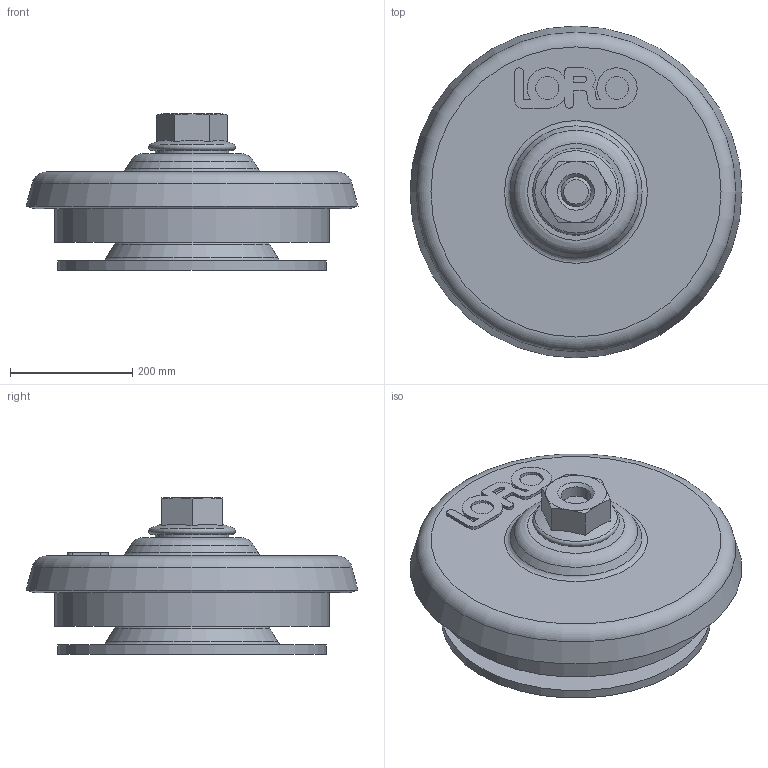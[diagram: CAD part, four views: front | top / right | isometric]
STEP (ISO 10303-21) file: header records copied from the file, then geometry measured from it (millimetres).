
FILE_DESCRIPTION(/* description */ (''),/* implementation_level */ '2;1');
FILE_NAME(/* name */ '00805.040X_3D.stp',/* time_stamp */ '2024-12-11T13:00:44+01:00',/* author */ ('CAD'),/* organization */ (''),/* preprocessor_version */ 'ST-DEVELOPER v20',/* originating_system */ 'AutoCAD Mechanical',/* authorisation */ '');
FILE_SCHEMA (('AUTOMOTIVE_DESIGN { 1 0 10303 214 3 1 1 }'));
Length unit declared in the file: centimetre
Products named in the file (1): Product
Bounding box: 543.09 x 543.09 x 255.7 mm (x, y, z)
Volume: 15781006.9 mm3; surface area: 1511866.1 mm2
Topology: 4 solids, 5 shells, 120 faces, 285 edges, 180 vertices
Faces by surface type: cone 45, plane 37, cylinder 23, torus 15
Full cylindrical faces by diameter (mm): 0 x1, 37.92 x2, 49.17 x1, 60 x1, 65 x1, 120 x1, 250 x1, 450 x1
Entity records: 3632 total; most frequent: CARTESIAN_POINT 724, DIRECTION 652, ORIENTED_EDGE 567, EDGE_CURVE 284, AXIS2_PLACEMENT_3D 268, VERTEX_POINT 180, CIRCLE 147, EDGE_LOOP 135
